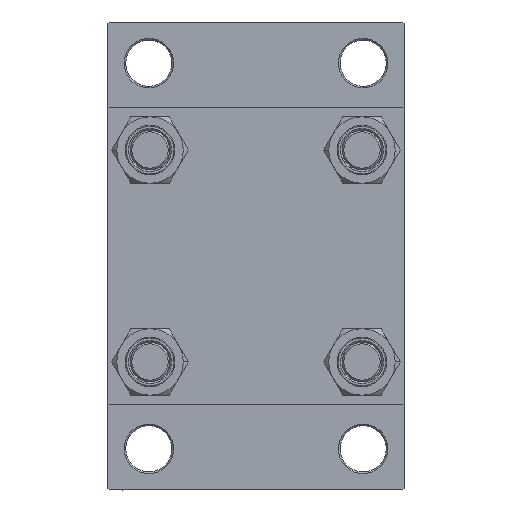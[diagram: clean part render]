
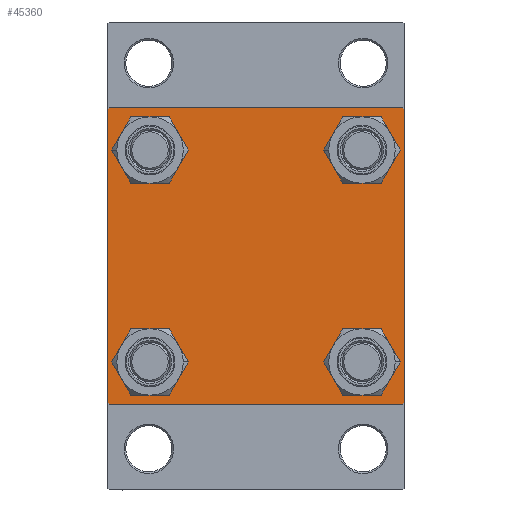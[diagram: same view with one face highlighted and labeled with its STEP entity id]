
A CAD part, left-side view. The second image highlights one B-rep face of the part: STEP entity #45360.
In plain terms, the highlighted planar face has unit normal (-1, 0, 0).
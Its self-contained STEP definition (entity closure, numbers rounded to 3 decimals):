
#788 = FACE_BOUND ( 'NONE', #22635, .T. ) ;
#1019 = DIRECTION ( 'NONE',  ( 1., 0., 0. ) ) ;
#1026 = PLANE ( 'NONE',  #20784 ) ;
#1214 = CARTESIAN_POINT ( 'NONE',  ( 0., -45., 45. ) ) ;
#2512 = AXIS2_PLACEMENT_3D ( 'NONE', #41613, #33655, #4751 ) ;
#3288 = CARTESIAN_POINT ( 'NONE',  ( 0., -32.15, -32.15 ) ) ;
#3462 = EDGE_CURVE ( 'NONE', #24299, #44627, #15123, .T. ) ;
#3593 = DIRECTION ( 'NONE',  ( 0., 0.707, 0.707 ) ) ;
#4116 = EDGE_CURVE ( 'NONE', #46531, #23721, #25202, .T. ) ;
#4751 = DIRECTION ( 'NONE',  ( 0., 0., 1. ) ) ;
#4890 = VECTOR ( 'NONE', #20502, 1000. ) ;
#5246 = CARTESIAN_POINT ( 'NONE',  ( 0., -32.15, -38.65 ) ) ;
#5490 = AXIS2_PLACEMENT_3D ( 'NONE', #26554, #1019, #11629 ) ;
#5552 = DIRECTION ( 'NONE',  ( 0., 0., 1. ) ) ;
#5971 = CARTESIAN_POINT ( 'NONE',  ( 0., -45., 44.5 ) ) ;
#6283 = CARTESIAN_POINT ( 'NONE',  ( 0., 32.15, -32.15 ) ) ;
#6293 = VECTOR ( 'NONE', #28957, 1000. ) ;
#6517 = DIRECTION ( 'NONE',  ( 1., 0., 0. ) ) ;
#7615 = ORIENTED_EDGE ( 'NONE', *, *, #17768, .T. ) ;
#8924 = LINE ( 'NONE', #34446, #19730 ) ;
#9299 = VERTEX_POINT ( 'NONE', #32193 ) ;
#9327 = CARTESIAN_POINT ( 'NONE',  ( 0., -32.15, 38.65 ) ) ;
#9615 = EDGE_LOOP ( 'NONE', ( #39442, #30459 ) ) ;
#9631 = DIRECTION ( 'NONE',  ( 0., 0.707, -0.707 ) ) ;
#9663 = CARTESIAN_POINT ( 'NONE',  ( 0., -44.75, -44.75 ) ) ;
#10093 = CARTESIAN_POINT ( 'NONE',  ( 0., 44.5, -45. ) ) ;
#10139 = CARTESIAN_POINT ( 'NONE',  ( 0., 44.5, 45. ) ) ;
#10152 = VERTEX_POINT ( 'NONE', #9327 ) ;
#10449 = VECTOR ( 'NONE', #34886, 1000. ) ;
#10699 = EDGE_CURVE ( 'NONE', #10152, #23433, #41584, .T. ) ;
#11088 = VERTEX_POINT ( 'NONE', #5246 ) ;
#11412 = VERTEX_POINT ( 'NONE', #38435 ) ;
#11629 = DIRECTION ( 'NONE',  ( 0., 0., 1. ) ) ;
#11875 = FACE_OUTER_BOUND ( 'NONE', #41700, .T. ) ;
#13163 = CARTESIAN_POINT ( 'NONE',  ( 0., 32.15, -32.15 ) ) ;
#13321 = CARTESIAN_POINT ( 'NONE',  ( 0., 32.15, -25.65 ) ) ;
#13760 = EDGE_CURVE ( 'NONE', #14846, #40385, #32334, .T. ) ;
#14062 = DIRECTION ( 'NONE',  ( 1., 0., 0. ) ) ;
#14414 = DIRECTION ( 'NONE',  ( 0., -1., 0. ) ) ;
#14846 = VERTEX_POINT ( 'NONE', #23417 ) ;
#15123 = LINE ( 'NONE', #39968, #17488 ) ;
#15473 = FACE_BOUND ( 'NONE', #9615, .T. ) ;
#15745 = EDGE_CURVE ( 'NONE', #11088, #28437, #30111, .T. ) ;
#15866 = CARTESIAN_POINT ( 'NONE',  ( 0., 32.15, 25.65 ) ) ;
#16095 = CARTESIAN_POINT ( 'NONE',  ( 0., 45., 45. ) ) ;
#16129 = ORIENTED_EDGE ( 'NONE', *, *, #15745, .T. ) ;
#16643 = DIRECTION ( 'NONE',  ( 0., 0., 1. ) ) ;
#17020 = ORIENTED_EDGE ( 'NONE', *, *, #32335, .T. ) ;
#17488 = VECTOR ( 'NONE', #14414, 1000. ) ;
#17647 = EDGE_CURVE ( 'NONE', #23433, #10152, #42599, .T. ) ;
#17713 = ORIENTED_EDGE ( 'NONE', *, *, #3462, .F. ) ;
#17768 = EDGE_CURVE ( 'NONE', #11412, #35326, #35430, .T. ) ;
#17811 = LINE ( 'NONE', #47245, #39551 ) ;
#17905 = DIRECTION ( 'NONE',  ( 0., 0., 1. ) ) ;
#19336 = DIRECTION ( 'NONE',  ( -1., 0., 0. ) ) ;
#19688 = ORIENTED_EDGE ( 'NONE', *, *, #17647, .T. ) ;
#19712 = ORIENTED_EDGE ( 'NONE', *, *, #10699, .T. ) ;
#19715 = LINE ( 'NONE', #16095, #10449 ) ;
#19730 = VECTOR ( 'NONE', #9631, 1000. ) ;
#20338 = CARTESIAN_POINT ( 'NONE',  ( 0., 45., 44.5 ) ) ;
#20433 = EDGE_CURVE ( 'NONE', #23721, #46531, #32526, .T. ) ;
#20502 = DIRECTION ( 'NONE',  ( 0., -0.707, 0.707 ) ) ;
#20784 = AXIS2_PLACEMENT_3D ( 'NONE', #36698, #19336, #34031 ) ;
#21602 = EDGE_LOOP ( 'NONE', ( #19712, #19688 ) ) ;
#22381 = AXIS2_PLACEMENT_3D ( 'NONE', #13163, #46660, #28086 ) ;
#22635 = EDGE_LOOP ( 'NONE', ( #17020, #16129 ) ) ;
#23417 = CARTESIAN_POINT ( 'NONE',  ( 0., 45., -44.5 ) ) ;
#23433 = VERTEX_POINT ( 'NONE', #44389 ) ;
#23480 = ORIENTED_EDGE ( 'NONE', *, *, #31855, .T. ) ;
#23593 = EDGE_CURVE ( 'NONE', #34096, #44627, #17811, .T. ) ;
#23721 = VERTEX_POINT ( 'NONE', #15866 ) ;
#23864 = DIRECTION ( 'NONE',  ( 1., 0., 0. ) ) ;
#24299 = VERTEX_POINT ( 'NONE', #10139 ) ;
#25202 = CIRCLE ( 'NONE', #26751, 6.5 ) ;
#25678 = VERTEX_POINT ( 'NONE', #20338 ) ;
#25884 = AXIS2_PLACEMENT_3D ( 'NONE', #3288, #32674, #39446 ) ;
#25987 = AXIS2_PLACEMENT_3D ( 'NONE', #6283, #6517, #16643 ) ;
#26279 = CARTESIAN_POINT ( 'NONE',  ( 0., 32.15, 38.65 ) ) ;
#26554 = CARTESIAN_POINT ( 'NONE',  ( 0., -32.15, -32.15 ) ) ;
#26682 = LINE ( 'NONE', #33438, #31314 ) ;
#26751 = AXIS2_PLACEMENT_3D ( 'NONE', #45337, #23864, #5552 ) ;
#26980 = ORIENTED_EDGE ( 'NONE', *, *, #13760, .T. ) ;
#27624 = VERTEX_POINT ( 'NONE', #13321 ) ;
#27776 = CIRCLE ( 'NONE', #22381, 6.5 ) ;
#28074 = CARTESIAN_POINT ( 'NONE',  ( 0., -45., -44.5 ) ) ;
#28086 = DIRECTION ( 'NONE',  ( 0., 0., 1. ) ) ;
#28437 = VERTEX_POINT ( 'NONE', #29600 ) ;
#28507 = EDGE_CURVE ( 'NONE', #25678, #14846, #19715, .T. ) ;
#28957 = DIRECTION ( 'NONE',  ( 0., -0.707, -0.707 ) ) ;
#29230 = CARTESIAN_POINT ( 'NONE',  ( 0., -32.15, 32.15 ) ) ;
#29513 = AXIS2_PLACEMENT_3D ( 'NONE', #32161, #46889, #36503 ) ;
#29600 = CARTESIAN_POINT ( 'NONE',  ( 0., -32.15, -25.65 ) ) ;
#30111 = CIRCLE ( 'NONE', #5490, 6.5 ) ;
#30178 = FACE_BOUND ( 'NONE', #30588, .T. ) ;
#30459 = ORIENTED_EDGE ( 'NONE', *, *, #35709, .T. ) ;
#30588 = EDGE_LOOP ( 'NONE', ( #33935, #31227 ) ) ;
#30993 = EDGE_CURVE ( 'NONE', #40385, #11412, #26682, .T. ) ;
#31227 = ORIENTED_EDGE ( 'NONE', *, *, #20433, .T. ) ;
#31314 = VECTOR ( 'NONE', #44546, 1000. ) ;
#31855 = EDGE_CURVE ( 'NONE', #24299, #25678, #8924, .T. ) ;
#32161 = CARTESIAN_POINT ( 'NONE',  ( 0., -32.15, 32.15 ) ) ;
#32193 = CARTESIAN_POINT ( 'NONE',  ( 0., 32.15, -38.65 ) ) ;
#32334 = LINE ( 'NONE', #40052, #6293 ) ;
#32335 = EDGE_CURVE ( 'NONE', #28437, #11088, #38203, .T. ) ;
#32526 = CIRCLE ( 'NONE', #2512, 6.5 ) ;
#32674 = DIRECTION ( 'NONE',  ( 1., 0., 0. ) ) ;
#33438 = CARTESIAN_POINT ( 'NONE',  ( 0., 45., -45. ) ) ;
#33587 = VECTOR ( 'NONE', #38081, 1000. ) ;
#33601 = EDGE_CURVE ( 'NONE', #34096, #35326, #37849, .T. ) ;
#33655 = DIRECTION ( 'NONE',  ( 1., 0., 0. ) ) ;
#33790 = FACE_BOUND ( 'NONE', #21602, .T. ) ;
#33935 = ORIENTED_EDGE ( 'NONE', *, *, #4116, .T. ) ;
#34031 = DIRECTION ( 'NONE',  ( 0., 0., 1. ) ) ;
#34096 = VERTEX_POINT ( 'NONE', #5971 ) ;
#34446 = CARTESIAN_POINT ( 'NONE',  ( 0., 44.75, 44.75 ) ) ;
#34886 = DIRECTION ( 'NONE',  ( 0., 0., -1. ) ) ;
#35326 = VERTEX_POINT ( 'NONE', #28074 ) ;
#35430 = LINE ( 'NONE', #9663, #4890 ) ;
#35709 = EDGE_CURVE ( 'NONE', #9299, #27624, #41375, .T. ) ;
#36503 = DIRECTION ( 'NONE',  ( 0., 0., 1. ) ) ;
#36573 = ORIENTED_EDGE ( 'NONE', *, *, #33601, .F. ) ;
#36698 = CARTESIAN_POINT ( 'NONE',  ( 0., 0., 0. ) ) ;
#37078 = ORIENTED_EDGE ( 'NONE', *, *, #30993, .T. ) ;
#37407 = CARTESIAN_POINT ( 'NONE',  ( 0., -44.5, 45. ) ) ;
#37849 = LINE ( 'NONE', #1214, #33587 ) ;
#38081 = DIRECTION ( 'NONE',  ( 0., 0., -1. ) ) ;
#38203 = CIRCLE ( 'NONE', #25884, 6.5 ) ;
#38435 = CARTESIAN_POINT ( 'NONE',  ( 0., -44.5, -45. ) ) ;
#38520 = AXIS2_PLACEMENT_3D ( 'NONE', #29230, #14062, #17905 ) ;
#39423 = ORIENTED_EDGE ( 'NONE', *, *, #28507, .T. ) ;
#39442 = ORIENTED_EDGE ( 'NONE', *, *, #42907, .T. ) ;
#39446 = DIRECTION ( 'NONE',  ( 0., 0., 1. ) ) ;
#39551 = VECTOR ( 'NONE', #3593, 1000. ) ;
#39968 = CARTESIAN_POINT ( 'NONE',  ( 0., 45., 45. ) ) ;
#40052 = CARTESIAN_POINT ( 'NONE',  ( 0., 44.75, -44.75 ) ) ;
#40385 = VERTEX_POINT ( 'NONE', #10093 ) ;
#41340 = ORIENTED_EDGE ( 'NONE', *, *, #23593, .T. ) ;
#41375 = CIRCLE ( 'NONE', #25987, 6.5 ) ;
#41584 = CIRCLE ( 'NONE', #38520, 6.5 ) ;
#41613 = CARTESIAN_POINT ( 'NONE',  ( 0., 32.15, 32.15 ) ) ;
#41700 = EDGE_LOOP ( 'NONE', ( #39423, #26980, #37078, #7615, #36573, #41340, #17713, #23480 ) ) ;
#42599 = CIRCLE ( 'NONE', #29513, 6.5 ) ;
#42907 = EDGE_CURVE ( 'NONE', #27624, #9299, #27776, .T. ) ;
#44389 = CARTESIAN_POINT ( 'NONE',  ( 0., -32.15, 25.65 ) ) ;
#44546 = DIRECTION ( 'NONE',  ( 0., -1., 0. ) ) ;
#44627 = VERTEX_POINT ( 'NONE', #37407 ) ;
#45337 = CARTESIAN_POINT ( 'NONE',  ( 0., 32.15, 32.15 ) ) ;
#45360 = ADVANCED_FACE ( 'NONE', ( #33790, #788, #15473, #30178, #11875 ), #1026, .T. ) ;
#46531 = VERTEX_POINT ( 'NONE', #26279 ) ;
#46660 = DIRECTION ( 'NONE',  ( 1., 0., 0. ) ) ;
#46889 = DIRECTION ( 'NONE',  ( 1., 0., 0. ) ) ;
#47245 = CARTESIAN_POINT ( 'NONE',  ( 0., -44.75, 44.75 ) ) ;
